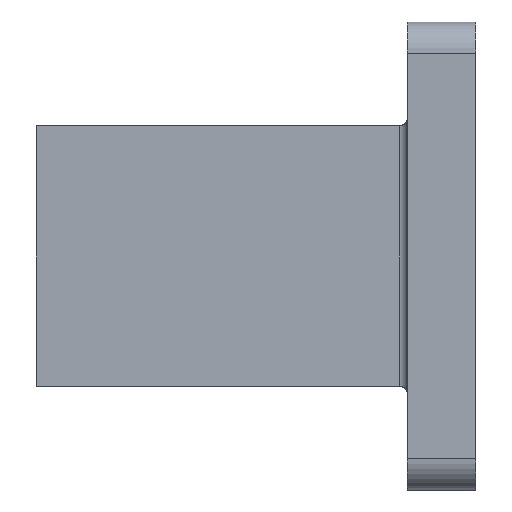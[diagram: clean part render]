
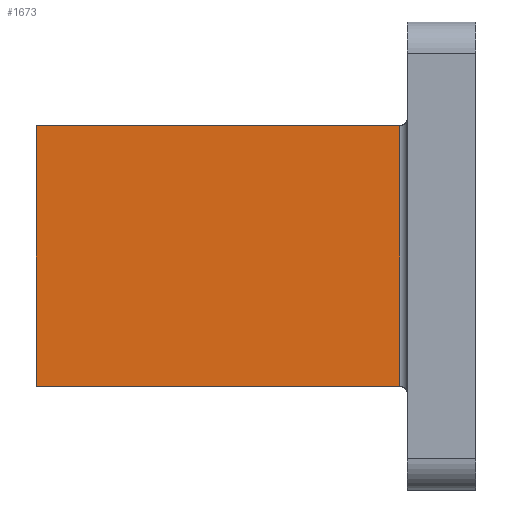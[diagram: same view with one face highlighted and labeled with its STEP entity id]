
A CAD part, front view. The second image highlights one B-rep face of the part: STEP entity #1673.
In plain terms, the highlighted planar face has unit normal (0, -1, 0).
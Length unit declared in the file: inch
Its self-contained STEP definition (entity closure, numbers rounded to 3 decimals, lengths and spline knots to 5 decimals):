
#17 = FACE_OUTER_BOUND ( 'NONE', #7359, .T. ) ;
#450 = ORIENTED_EDGE ( 'NONE', *, *, #1609, .F. ) ;
#685 = CARTESIAN_POINT ( 'NONE',  ( -4.64904, -0.06199, 0.32886 ) ) ;
#690 = VECTOR ( 'NONE', #6508, 39.37008 ) ;
#802 = LINE ( 'NONE', #4229, #690 ) ;
#1386 = DIRECTION ( 'NONE',  ( 0., -1., 0. ) ) ;
#1609 = EDGE_CURVE ( 'NONE', #6278, #8838, #2990, .T. ) ;
#1667 = VERTEX_POINT ( 'NONE', #8636 ) ;
#1673 = ADVANCED_FACE ( 'NONE', ( #17 ), #2910, .T. ) ;
#1885 = EDGE_CURVE ( 'NONE', #6278, #1667, #802, .T. ) ;
#2007 = CARTESIAN_POINT ( 'NONE',  ( -2.28571, -0.06199, 1.16386 ) ) ;
#2245 = ORIENTED_EDGE ( 'NONE', *, *, #8327, .F. ) ;
#2886 = VECTOR ( 'NONE', #3297, 39.37008 ) ;
#2910 = PLANE ( 'NONE',  #6293 ) ;
#2968 = VERTEX_POINT ( 'NONE', #5929 ) ;
#2990 = LINE ( 'NONE', #5085, #9098 ) ;
#3297 = DIRECTION ( 'NONE',  ( 0., 0., 1. ) ) ;
#3396 = CARTESIAN_POINT ( 'NONE',  ( -1.12071, -0.06199, 0.32886 ) ) ;
#3962 = LINE ( 'NONE', #5373, #8294 ) ;
#4229 = CARTESIAN_POINT ( 'NONE',  ( -4.64904, -0.06199, 0.32886 ) ) ;
#4286 = DIRECTION ( 'NONE',  ( 0., 0., 1. ) ) ;
#4601 = EDGE_CURVE ( 'NONE', #1667, #2968, #6102, .T. ) ;
#4752 = ORIENTED_EDGE ( 'NONE', *, *, #4601, .T. ) ;
#4758 = DIRECTION ( 'NONE',  ( 1., 0., 0. ) ) ;
#4873 = ORIENTED_EDGE ( 'NONE', *, *, #1885, .T. ) ;
#5085 = CARTESIAN_POINT ( 'NONE',  ( -2.28571, -0.06199, 0.32886 ) ) ;
#5373 = CARTESIAN_POINT ( 'NONE',  ( -4.64904, -0.06199, 1.16386 ) ) ;
#5929 = CARTESIAN_POINT ( 'NONE',  ( -1.12071, -0.06199, 1.16386 ) ) ;
#6102 = LINE ( 'NONE', #3396, #2886 ) ;
#6278 = VERTEX_POINT ( 'NONE', #6567 ) ;
#6293 = AXIS2_PLACEMENT_3D ( 'NONE', #685, #1386, #7290 ) ;
#6508 = DIRECTION ( 'NONE',  ( 1., 0., 0. ) ) ;
#6567 = CARTESIAN_POINT ( 'NONE',  ( -2.28571, -0.06199, 0.32886 ) ) ;
#7290 = DIRECTION ( 'NONE',  ( 0., 0., -1. ) ) ;
#7359 = EDGE_LOOP ( 'NONE', ( #4873, #4752, #2245, #450 ) ) ;
#8294 = VECTOR ( 'NONE', #4758, 39.37008 ) ;
#8327 = EDGE_CURVE ( 'NONE', #8838, #2968, #3962, .T. ) ;
#8636 = CARTESIAN_POINT ( 'NONE',  ( -1.12071, -0.06199, 0.32886 ) ) ;
#8838 = VERTEX_POINT ( 'NONE', #2007 ) ;
#9098 = VECTOR ( 'NONE', #4286, 39.37008 ) ;
